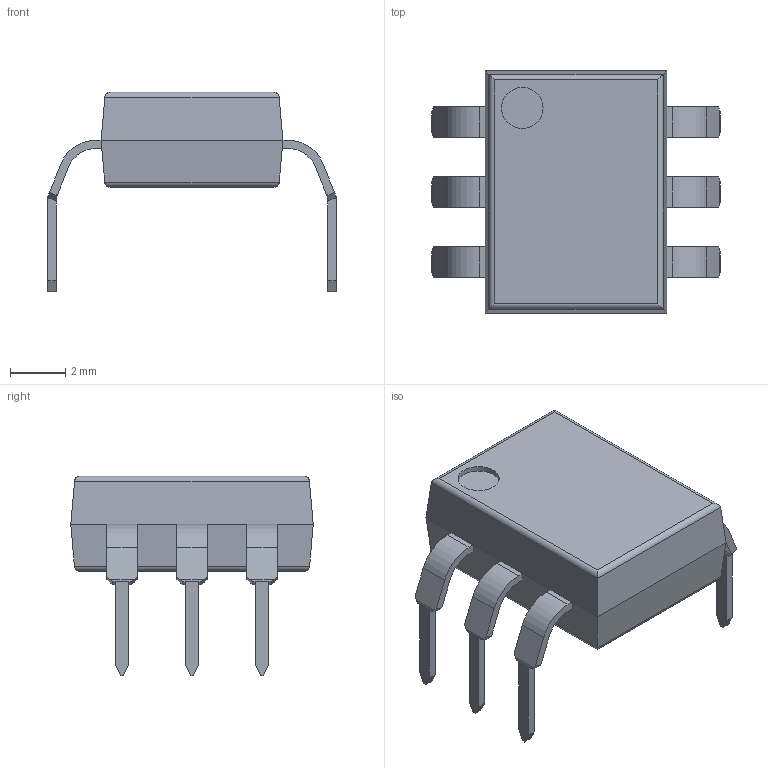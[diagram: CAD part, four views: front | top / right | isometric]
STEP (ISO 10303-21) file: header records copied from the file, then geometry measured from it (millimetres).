
FILE_DESCRIPTION(/* description */ (''),/* implementation_level */ '2;1');
FILE_NAME(/* name */ 'b547e1b0-c697-4383-ae71-dea00cf6795c.stp',/* time_stamp */ '2019-04-09T20:38:31+00:00',/* author */ (''),/* organization */ (''),/* preprocessor_version */ 'ST-DEVELOPER v18',/* originating_system */ 'Autodesk Translation Framework v8.2.0.1029',/* authorisation */ '');
FILE_SCHEMA (('AUTOMOTIVE_DESIGN { 1 0 10303 214 3 1 1 }'));
Length unit declared in the file: millimetre
Products named in the file (1): DIP 6 10_16
Bounding box: 10.46 x 8.8 x 7.25 mm (x, y, z)
Volume: 200.4 mm3; surface area: 292.1 mm2
Topology: 7 solids, 7 shells, 152 faces, 375 edges, 238 vertices
Faces by surface type: plane 119, cylinder 33
Full cylindrical faces by diameter (mm): 1.5 x1
Entity records: 4470 total; most frequent: CARTESIAN_POINT 766, DIRECTION 751, ORIENTED_EDGE 750, EDGE_CURVE 375, LINE 305, VECTOR 305, VERTEX_POINT 238, AXIS2_PLACEMENT_3D 223
